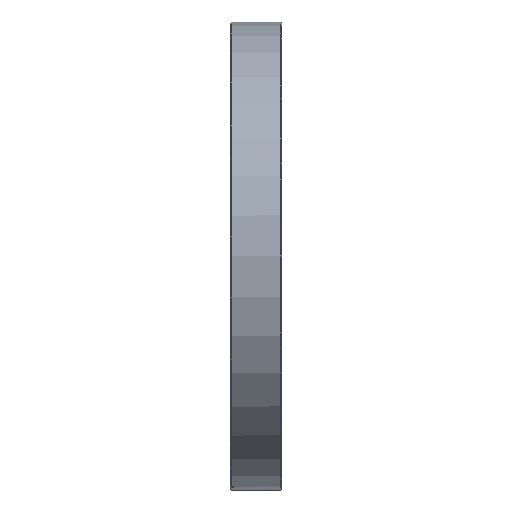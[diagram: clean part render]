
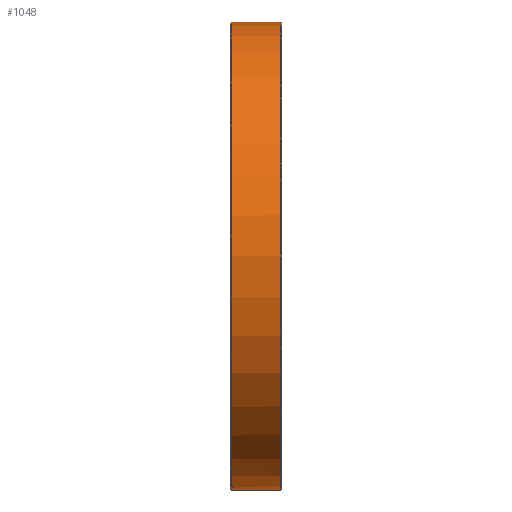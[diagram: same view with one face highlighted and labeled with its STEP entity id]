
A CAD part, left-side view. The second image highlights one B-rep face of the part: STEP entity #1048.
In plain terms, the highlighted cylindrical face has radius 101.2 mm (diameter 202.4 mm), a partial arc.
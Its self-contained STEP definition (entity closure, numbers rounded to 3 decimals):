
#30 = CIRCLE ( 'NONE', #4966, 101.2 ) ;
#156 = CARTESIAN_POINT ( 'NONE',  ( 0., 21.9, 0. ) ) ;
#387 = ORIENTED_EDGE ( 'NONE', *, *, #2731, .T. ) ;
#440 = ORIENTED_EDGE ( 'NONE', *, *, #2753, .F. ) ;
#498 = LINE ( 'NONE', #2015, #4689 ) ;
#718 = CARTESIAN_POINT ( 'NONE',  ( 0., 21.9, 101.2 ) ) ;
#786 = VERTEX_POINT ( 'NONE', #2450 ) ;
#1048 = ADVANCED_FACE ( 'NONE', ( #3189 ), #5109, .T. ) ;
#1100 = VECTOR ( 'NONE', #1794, 1000. ) ;
#1108 = CARTESIAN_POINT ( 'NONE',  ( -17.311, 21., -99.708 ) ) ;
#1116 = DIRECTION ( 'NONE',  ( 0., 0., 1. ) ) ;
#1133 = DIRECTION ( 'NONE',  ( 0., 1., 0. ) ) ;
#1155 = CARTESIAN_POINT ( 'NONE',  ( 0., 21., 0. ) ) ;
#1195 = VERTEX_POINT ( 'NONE', #3915 ) ;
#1445 = CARTESIAN_POINT ( 'NONE',  ( 0., 0.4, -101.2 ) ) ;
#1488 = CARTESIAN_POINT ( 'NONE',  ( 0., -15.022, 101.2 ) ) ;
#1499 = VECTOR ( 'NONE', #2225, 1000. ) ;
#1510 = ORIENTED_EDGE ( 'NONE', *, *, #4030, .T. ) ;
#1591 = DIRECTION ( 'NONE',  ( 0., 0., 1. ) ) ;
#1608 = DIRECTION ( 'NONE',  ( 0., 1., 0. ) ) ;
#1620 = CARTESIAN_POINT ( 'NONE',  ( 0., 0.4, 0. ) ) ;
#1629 = VERTEX_POINT ( 'NONE', #718 ) ;
#1653 = VECTOR ( 'NONE', #5254, 1000. ) ;
#1654 = ORIENTED_EDGE ( 'NONE', *, *, #2734, .T. ) ;
#1658 = CARTESIAN_POINT ( 'NONE',  ( -14.348, -15.022, -100.178 ) ) ;
#1706 = ORIENTED_EDGE ( 'NONE', *, *, #4329, .T. ) ;
#1733 = DIRECTION ( 'NONE',  ( 0., -1., 0. ) ) ;
#1794 = DIRECTION ( 'NONE',  ( 0., -1., 0. ) ) ;
#2015 = CARTESIAN_POINT ( 'NONE',  ( -17.311, -15.022, -99.708 ) ) ;
#2225 = DIRECTION ( 'NONE',  ( 0., -1., 0. ) ) ;
#2238 = CARTESIAN_POINT ( 'NONE',  ( 0., -15.022, -101.2 ) ) ;
#2243 = DIRECTION ( 'NONE',  ( 0., -1., 0. ) ) ;
#2450 = CARTESIAN_POINT ( 'NONE',  ( -17.311, 21.9, -99.708 ) ) ;
#2510 = AXIS2_PLACEMENT_3D ( 'NONE', #4639, #4620, #4993 ) ;
#2549 = LINE ( 'NONE', #2238, #1499 ) ;
#2559 = CARTESIAN_POINT ( 'NONE',  ( -14.348, 21., -100.178 ) ) ;
#2567 = LINE ( 'NONE', #1658, #1653 ) ;
#2576 = VERTEX_POINT ( 'NONE', #5052 ) ;
#2713 = CIRCLE ( 'NONE', #3192, 101.2 ) ;
#2731 = EDGE_CURVE ( 'NONE', #786, #4496, #498, .T. ) ;
#2734 = EDGE_CURVE ( 'NONE', #4331, #1195, #3735, .T. ) ;
#2746 = EDGE_CURVE ( 'NONE', #3881, #2576, #2567, .T. ) ;
#2753 = EDGE_CURVE ( 'NONE', #3881, #4496, #2713, .T. ) ;
#2910 = VERTEX_POINT ( 'NONE', #4727 ) ;
#3185 = AXIS2_PLACEMENT_3D ( 'NONE', #1620, #1608, #1591 ) ;
#3189 = FACE_OUTER_BOUND ( 'NONE', #5203, .T. ) ;
#3192 = AXIS2_PLACEMENT_3D ( 'NONE', #1155, #1133, #1116 ) ;
#3349 = AXIS2_PLACEMENT_3D ( 'NONE', #5092, #2243, #4616 ) ;
#3384 = LINE ( 'NONE', #1488, #1100 ) ;
#3522 = EDGE_CURVE ( 'NONE', #1629, #1195, #3384, .T. ) ;
#3729 = CIRCLE ( 'NONE', #3349, 101.2 ) ;
#3735 = CIRCLE ( 'NONE', #3185, 101.2 ) ;
#3881 = VERTEX_POINT ( 'NONE', #2559 ) ;
#3915 = CARTESIAN_POINT ( 'NONE',  ( 0., 0.4, 101.2 ) ) ;
#4022 = ORIENTED_EDGE ( 'NONE', *, *, #2746, .T. ) ;
#4030 = EDGE_CURVE ( 'NONE', #2910, #4331, #2549, .T. ) ;
#4204 = ORIENTED_EDGE ( 'NONE', *, *, #5090, .T. ) ;
#4329 = EDGE_CURVE ( 'NONE', #2576, #2910, #30, .T. ) ;
#4331 = VERTEX_POINT ( 'NONE', #1445 ) ;
#4496 = VERTEX_POINT ( 'NONE', #1108 ) ;
#4600 = DIRECTION ( 'NONE',  ( 0., 0., -1. ) ) ;
#4616 = DIRECTION ( 'NONE',  ( 0., 0., -1. ) ) ;
#4620 = DIRECTION ( 'NONE',  ( 0., -1., 0. ) ) ;
#4639 = CARTESIAN_POINT ( 'NONE',  ( 0., -15.022, 0. ) ) ;
#4689 = VECTOR ( 'NONE', #1733, 1000. ) ;
#4705 = ORIENTED_EDGE ( 'NONE', *, *, #3522, .F. ) ;
#4727 = CARTESIAN_POINT ( 'NONE',  ( 0., 21.9, -101.2 ) ) ;
#4966 = AXIS2_PLACEMENT_3D ( 'NONE', #156, #5077, #4600 ) ;
#4993 = DIRECTION ( 'NONE',  ( 0., 0., -1. ) ) ;
#5052 = CARTESIAN_POINT ( 'NONE',  ( -14.348, 21.9, -100.178 ) ) ;
#5077 = DIRECTION ( 'NONE',  ( 0., -1., 0. ) ) ;
#5090 = EDGE_CURVE ( 'NONE', #1629, #786, #3729, .T. ) ;
#5092 = CARTESIAN_POINT ( 'NONE',  ( 0., 21.9, 0. ) ) ;
#5109 = CYLINDRICAL_SURFACE ( 'NONE', #2510, 101.2 ) ;
#5203 = EDGE_LOOP ( 'NONE', ( #4705, #4204, #387, #440, #4022, #1706, #1510, #1654 ) ) ;
#5254 = DIRECTION ( 'NONE',  ( 0., 1., 0. ) ) ;
